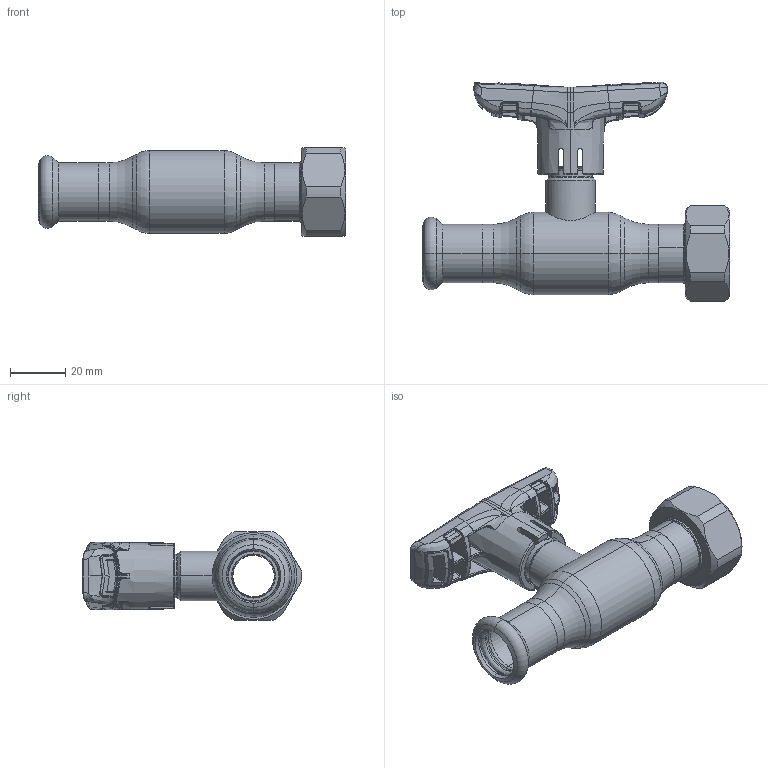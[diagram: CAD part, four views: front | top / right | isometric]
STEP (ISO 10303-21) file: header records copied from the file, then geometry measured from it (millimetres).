
FILE_DESCRIPTION (( 'STEP AP214' ), '1' );
FILE_NAME ('1015001400-1400.step', '2024-01-15T11:21:34', ( '' ), ( '' ), 'SwSTEP 2.0', 'SolidWorks 2021', '' );
FILE_SCHEMA (( 'AUTOMOTIVE_DESIGN' ));
Length unit declared in the file: millimetre
Products named in the file (1): 1015001400-1400
Bounding box: 111.5 x 79.68 x 32 mm (x, y, z)
Surface area: 24777 mm2 (no closed solid volume)
Topology: 0 solids, 10 shells, 767 faces, 2218 edges, 1375 vertices
Faces by surface type: bspline 588, plane 57, cylinder 48, cone 35, torus 25, sphere 14
Entity records: 59063 total; most frequent: CARTESIAN_POINT 35736, ORIENTED_EDGE 3906, EDGE_CURVE 2206, DIRECTION 1594, B_SPLINE_CURVE_WITH_KNOTS 1479, VERTEX_POINT 1373, EDGE_LOOP 777, UNCERTAINTY_MEASURE_WITH_UNIT 769
